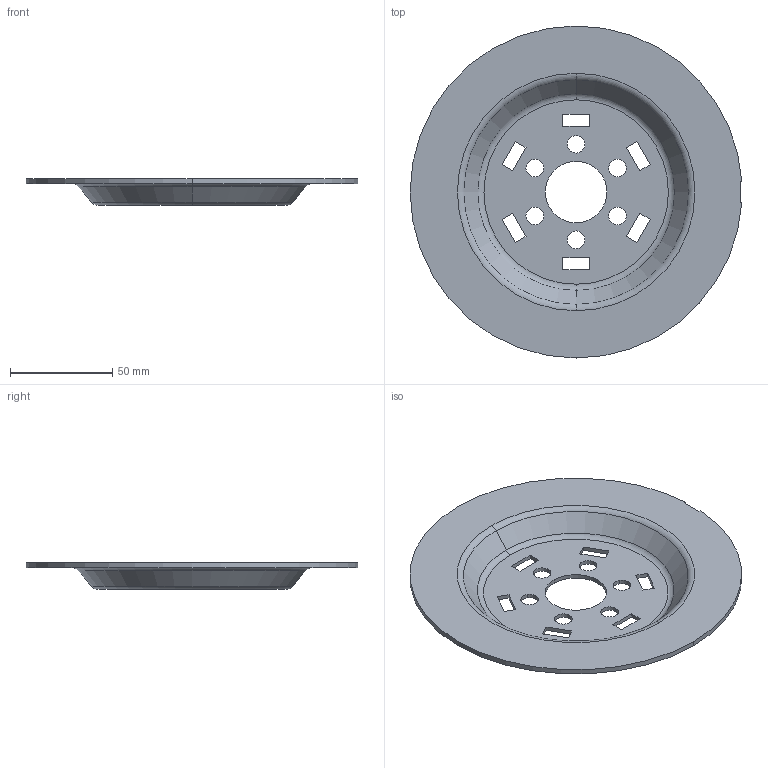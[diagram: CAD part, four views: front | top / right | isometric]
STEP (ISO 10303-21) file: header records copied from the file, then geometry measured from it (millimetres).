
FILE_DESCRIPTION(('CATIA V5 STEP','CAx-IF Rec.Pracs.--- Model Styling and Organization---1.2---2011-12-15'),'2;1');
FILE_NAME('Part5.stp','2020-11-12T00:19:18+00:00',('none'),('none'),'CATIA Version 5-6 Release 2015 SP4','CATIA V5 STEP AP214 Edition 3','none');
FILE_SCHEMA(('AUTOMOTIVE_DESIGN { 1 0 10303 214 3 1 1 1 }'));
Length unit declared in the file: millimetre
Products named in the file (1): Part4
Bounding box: 161.85 x 162 x 13 mm (x, y, z)
Volume: 46735.6 mm3; surface area: 43356.2 mm2
Topology: 1 solids, 1 shells, 60 faces, 160 edges, 104 vertices
Faces by surface type: plane 31, cylinder 17, torus 8, cone 4
Entity records: 1828 total; most frequent: ORIENTED_EDGE 320, CARTESIAN_POINT 310, DIRECTION 250, EDGE_CURVE 160, AXIS2_PLACEMENT_3D 104, VERTEX_POINT 104, VECTOR 102, LINE 102
